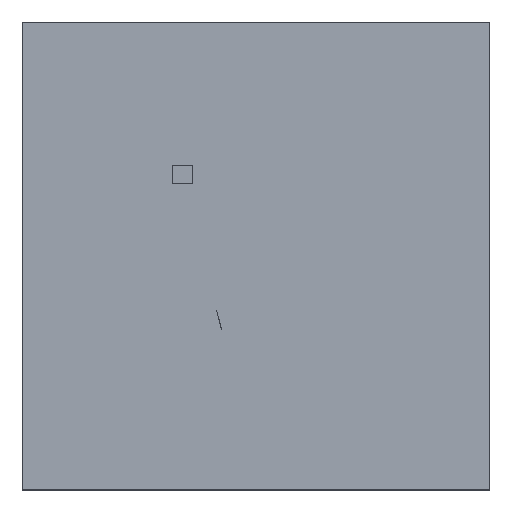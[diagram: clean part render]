
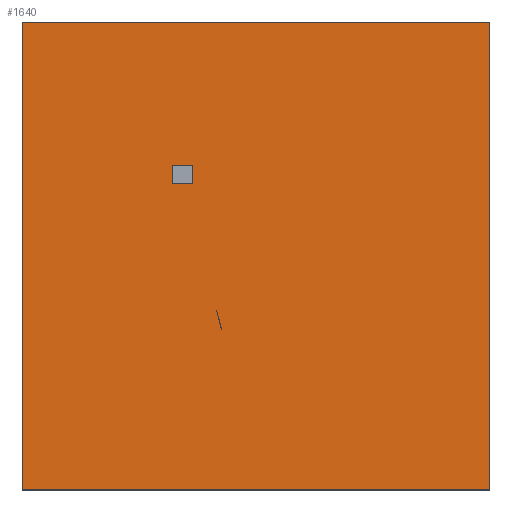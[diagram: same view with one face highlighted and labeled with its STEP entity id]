
A CAD part, top view. The second image highlights one B-rep face of the part: STEP entity #1640.
In plain terms, the highlighted face is planar.
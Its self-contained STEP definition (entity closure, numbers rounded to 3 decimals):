
#1300 = PLANE('',#1301);
#1301 = AXIS2_PLACEMENT_3D('',#1302,#1303,#1304);
#1302 = CARTESIAN_POINT('',(-62.448,54.484,-0.19));
#1303 = DIRECTION('',(1.,0.,0.));
#1304 = DIRECTION('',(0.,0.,1.));
#1325 = VERTEX_POINT('',#1326);
#1326 = CARTESIAN_POINT('',(-62.448,54.484,0.));
#1340 = PLANE('',#1341);
#1341 = AXIS2_PLACEMENT_3D('',#1342,#1343,#1344);
#1342 = CARTESIAN_POINT('',(-62.448,54.484,-0.19));
#1343 = DIRECTION('',(0.,1.,0.));
#1344 = DIRECTION('',(0.,0.,1.));
#1352 = EDGE_CURVE('',#1353,#1325,#1355,.T.);
#1353 = VERTEX_POINT('',#1354);
#1354 = CARTESIAN_POINT('',(-62.448,67.484,0.));
#1355 = SURFACE_CURVE('',#1356,(#1360,#1366),.PCURVE_S1.);
#1356 = LINE('',#1357,#1358);
#1357 = CARTESIAN_POINT('',(-62.448,-60.258,0.));
#1358 = VECTOR('',#1359,1.);
#1359 = DIRECTION('',(0.,-1.,0.));
#1360 = PCURVE('',#1300,#1361);
#1361 = DEFINITIONAL_REPRESENTATION('',(#1362),#1365);
#1362 = B_SPLINE_CURVE_WITH_KNOTS('',1,(#1363,#1364),.UNSPECIFIED.,.F.,
  .F.,(2,2),(-127.742,-114.742),.PIECEWISE_BEZIER_KNOTS.);
#1363 = CARTESIAN_POINT('',(0.19,-13.));
#1364 = CARTESIAN_POINT('',(0.19,0.));
#1365 = ( GEOMETRIC_REPRESENTATION_CONTEXT(2) 
PARAMETRIC_REPRESENTATION_CONTEXT() REPRESENTATION_CONTEXT('2D SPACE',''
  ) );
#1366 = PCURVE('',#1367,#1372);
#1367 = PLANE('',#1368);
#1368 = AXIS2_PLACEMENT_3D('',#1369,#1370,#1371);
#1369 = CARTESIAN_POINT('',(-175.,-175.,0.));
#1370 = DIRECTION('',(0.,0.,1.));
#1371 = DIRECTION('',(1.,0.,0.));
#1372 = DEFINITIONAL_REPRESENTATION('',(#1373),#1376);
#1373 = B_SPLINE_CURVE_WITH_KNOTS('',1,(#1374,#1375),.UNSPECIFIED.,.F.,
  .F.,(2,2),(-127.742,-114.742),.PIECEWISE_BEZIER_KNOTS.);
#1374 = CARTESIAN_POINT('',(112.552,242.484));
#1375 = CARTESIAN_POINT('',(112.552,229.484));
#1376 = ( GEOMETRIC_REPRESENTATION_CONTEXT(2) 
PARAMETRIC_REPRESENTATION_CONTEXT() REPRESENTATION_CONTEXT('2D SPACE',''
  ) );
#1392 = PLANE('',#1393);
#1393 = AXIS2_PLACEMENT_3D('',#1394,#1395,#1396);
#1394 = CARTESIAN_POINT('',(-62.448,67.484,-0.19));
#1395 = DIRECTION('',(0.,1.,0.));
#1396 = DIRECTION('',(0.,0.,1.));
#1447 = PLANE('',#1448);
#1448 = AXIS2_PLACEMENT_3D('',#1449,#1450,#1451);
#1449 = CARTESIAN_POINT('',(-47.668,54.484,-0.19));
#1450 = DIRECTION('',(1.,0.,0.));
#1451 = DIRECTION('',(0.,0.,1.));
#1484 = VERTEX_POINT('',#1485);
#1485 = CARTESIAN_POINT('',(-47.668,67.484,0.));
#1506 = EDGE_CURVE('',#1353,#1484,#1507,.T.);
#1507 = SURFACE_CURVE('',#1508,(#1512,#1518),.PCURVE_S1.);
#1508 = LINE('',#1509,#1510);
#1509 = CARTESIAN_POINT('',(-118.724,67.484,0.));
#1510 = VECTOR('',#1511,1.);
#1511 = DIRECTION('',(1.,0.,0.));
#1512 = PCURVE('',#1392,#1513);
#1513 = DEFINITIONAL_REPRESENTATION('',(#1514),#1517);
#1514 = B_SPLINE_CURVE_WITH_KNOTS('',1,(#1515,#1516),.UNSPECIFIED.,.F.,
  .F.,(2,2),(56.276,71.056),.PIECEWISE_BEZIER_KNOTS.);
#1515 = CARTESIAN_POINT('',(0.19,0.));
#1516 = CARTESIAN_POINT('',(0.19,14.78));
#1517 = ( GEOMETRIC_REPRESENTATION_CONTEXT(2) 
PARAMETRIC_REPRESENTATION_CONTEXT() REPRESENTATION_CONTEXT('2D SPACE',''
  ) );
#1518 = PCURVE('',#1367,#1519);
#1519 = DEFINITIONAL_REPRESENTATION('',(#1520),#1523);
#1520 = B_SPLINE_CURVE_WITH_KNOTS('',1,(#1521,#1522),.UNSPECIFIED.,.F.,
  .F.,(2,2),(56.276,71.056),.PIECEWISE_BEZIER_KNOTS.);
#1521 = CARTESIAN_POINT('',(112.552,242.484));
#1522 = CARTESIAN_POINT('',(127.332,242.484));
#1523 = ( GEOMETRIC_REPRESENTATION_CONTEXT(2) 
PARAMETRIC_REPRESENTATION_CONTEXT() REPRESENTATION_CONTEXT('2D SPACE',''
  ) );
#1640 = ADVANCED_FACE('',(#1641,#1755),#1367,.F.);
#1641 = FACE_BOUND('',#1642,.F.);
#1642 = EDGE_LOOP('',(#1643,#1673,#1701,#1729));
#1643 = ORIENTED_EDGE('',*,*,#1644,.F.);
#1644 = EDGE_CURVE('',#1645,#1647,#1649,.T.);
#1645 = VERTEX_POINT('',#1646);
#1646 = CARTESIAN_POINT('',(-175.,-175.,0.));
#1647 = VERTEX_POINT('',#1648);
#1648 = CARTESIAN_POINT('',(-175.,175.,0.));
#1649 = SURFACE_CURVE('',#1650,(#1654,#1661),.PCURVE_S1.);
#1650 = LINE('',#1651,#1652);
#1651 = CARTESIAN_POINT('',(-175.,-175.,0.));
#1652 = VECTOR('',#1653,1.);
#1653 = DIRECTION('',(0.,1.,0.));
#1654 = PCURVE('',#1367,#1655);
#1655 = DEFINITIONAL_REPRESENTATION('',(#1656),#1660);
#1656 = LINE('',#1657,#1658);
#1657 = CARTESIAN_POINT('',(0.,0.));
#1658 = VECTOR('',#1659,1.);
#1659 = DIRECTION('',(0.,1.));
#1660 = ( GEOMETRIC_REPRESENTATION_CONTEXT(2) 
PARAMETRIC_REPRESENTATION_CONTEXT() REPRESENTATION_CONTEXT('2D SPACE',''
  ) );
#1661 = PCURVE('',#1662,#1667);
#1662 = PLANE('',#1663);
#1663 = AXIS2_PLACEMENT_3D('',#1664,#1665,#1666);
#1664 = CARTESIAN_POINT('',(-175.,-175.,-40.));
#1665 = DIRECTION('',(1.,0.,0.));
#1666 = DIRECTION('',(0.,0.,1.));
#1667 = DEFINITIONAL_REPRESENTATION('',(#1668),#1672);
#1668 = LINE('',#1669,#1670);
#1669 = CARTESIAN_POINT('',(40.,0.));
#1670 = VECTOR('',#1671,1.);
#1671 = DIRECTION('',(0.,-1.));
#1672 = ( GEOMETRIC_REPRESENTATION_CONTEXT(2) 
PARAMETRIC_REPRESENTATION_CONTEXT() REPRESENTATION_CONTEXT('2D SPACE',''
  ) );
#1673 = ORIENTED_EDGE('',*,*,#1674,.T.);
#1674 = EDGE_CURVE('',#1645,#1675,#1677,.T.);
#1675 = VERTEX_POINT('',#1676);
#1676 = CARTESIAN_POINT('',(175.,-175.,0.));
#1677 = SURFACE_CURVE('',#1678,(#1682,#1689),.PCURVE_S1.);
#1678 = LINE('',#1679,#1680);
#1679 = CARTESIAN_POINT('',(-175.,-175.,0.));
#1680 = VECTOR('',#1681,1.);
#1681 = DIRECTION('',(1.,0.,0.));
#1682 = PCURVE('',#1367,#1683);
#1683 = DEFINITIONAL_REPRESENTATION('',(#1684),#1688);
#1684 = LINE('',#1685,#1686);
#1685 = CARTESIAN_POINT('',(0.,0.));
#1686 = VECTOR('',#1687,1.);
#1687 = DIRECTION('',(1.,0.));
#1688 = ( GEOMETRIC_REPRESENTATION_CONTEXT(2) 
PARAMETRIC_REPRESENTATION_CONTEXT() REPRESENTATION_CONTEXT('2D SPACE',''
  ) );
#1689 = PCURVE('',#1690,#1695);
#1690 = PLANE('',#1691);
#1691 = AXIS2_PLACEMENT_3D('',#1692,#1693,#1694);
#1692 = CARTESIAN_POINT('',(-175.,-175.,-40.));
#1693 = DIRECTION('',(0.,1.,0.));
#1694 = DIRECTION('',(0.,0.,1.));
#1695 = DEFINITIONAL_REPRESENTATION('',(#1696),#1700);
#1696 = LINE('',#1697,#1698);
#1697 = CARTESIAN_POINT('',(40.,0.));
#1698 = VECTOR('',#1699,1.);
#1699 = DIRECTION('',(0.,1.));
#1700 = ( GEOMETRIC_REPRESENTATION_CONTEXT(2) 
PARAMETRIC_REPRESENTATION_CONTEXT() REPRESENTATION_CONTEXT('2D SPACE',''
  ) );
#1701 = ORIENTED_EDGE('',*,*,#1702,.T.);
#1702 = EDGE_CURVE('',#1675,#1703,#1705,.T.);
#1703 = VERTEX_POINT('',#1704);
#1704 = CARTESIAN_POINT('',(175.,175.,0.));
#1705 = SURFACE_CURVE('',#1706,(#1710,#1717),.PCURVE_S1.);
#1706 = LINE('',#1707,#1708);
#1707 = CARTESIAN_POINT('',(175.,-175.,0.));
#1708 = VECTOR('',#1709,1.);
#1709 = DIRECTION('',(0.,1.,0.));
#1710 = PCURVE('',#1367,#1711);
#1711 = DEFINITIONAL_REPRESENTATION('',(#1712),#1716);
#1712 = LINE('',#1713,#1714);
#1713 = CARTESIAN_POINT('',(350.,0.));
#1714 = VECTOR('',#1715,1.);
#1715 = DIRECTION('',(0.,1.));
#1716 = ( GEOMETRIC_REPRESENTATION_CONTEXT(2) 
PARAMETRIC_REPRESENTATION_CONTEXT() REPRESENTATION_CONTEXT('2D SPACE',''
  ) );
#1717 = PCURVE('',#1718,#1723);
#1718 = PLANE('',#1719);
#1719 = AXIS2_PLACEMENT_3D('',#1720,#1721,#1722);
#1720 = CARTESIAN_POINT('',(175.,-175.,-40.));
#1721 = DIRECTION('',(1.,0.,0.));
#1722 = DIRECTION('',(0.,0.,1.));
#1723 = DEFINITIONAL_REPRESENTATION('',(#1724),#1728);
#1724 = LINE('',#1725,#1726);
#1725 = CARTESIAN_POINT('',(40.,0.));
#1726 = VECTOR('',#1727,1.);
#1727 = DIRECTION('',(0.,-1.));
#1728 = ( GEOMETRIC_REPRESENTATION_CONTEXT(2) 
PARAMETRIC_REPRESENTATION_CONTEXT() REPRESENTATION_CONTEXT('2D SPACE',''
  ) );
#1729 = ORIENTED_EDGE('',*,*,#1730,.F.);
#1730 = EDGE_CURVE('',#1647,#1703,#1731,.T.);
#1731 = SURFACE_CURVE('',#1732,(#1736,#1743),.PCURVE_S1.);
#1732 = LINE('',#1733,#1734);
#1733 = CARTESIAN_POINT('',(-175.,175.,0.));
#1734 = VECTOR('',#1735,1.);
#1735 = DIRECTION('',(1.,0.,0.));
#1736 = PCURVE('',#1367,#1737);
#1737 = DEFINITIONAL_REPRESENTATION('',(#1738),#1742);
#1738 = LINE('',#1739,#1740);
#1739 = CARTESIAN_POINT('',(0.,350.));
#1740 = VECTOR('',#1741,1.);
#1741 = DIRECTION('',(1.,0.));
#1742 = ( GEOMETRIC_REPRESENTATION_CONTEXT(2) 
PARAMETRIC_REPRESENTATION_CONTEXT() REPRESENTATION_CONTEXT('2D SPACE',''
  ) );
#1743 = PCURVE('',#1744,#1749);
#1744 = PLANE('',#1745);
#1745 = AXIS2_PLACEMENT_3D('',#1746,#1747,#1748);
#1746 = CARTESIAN_POINT('',(-175.,175.,-40.));
#1747 = DIRECTION('',(0.,1.,0.));
#1748 = DIRECTION('',(0.,0.,1.));
#1749 = DEFINITIONAL_REPRESENTATION('',(#1750),#1754);
#1750 = LINE('',#1751,#1752);
#1751 = CARTESIAN_POINT('',(40.,0.));
#1752 = VECTOR('',#1753,1.);
#1753 = DIRECTION('',(0.,1.));
#1754 = ( GEOMETRIC_REPRESENTATION_CONTEXT(2) 
PARAMETRIC_REPRESENTATION_CONTEXT() REPRESENTATION_CONTEXT('2D SPACE',''
  ) );
#1755 = FACE_BOUND('',#1756,.F.);
#1756 = EDGE_LOOP('',(#1757,#1758,#1759,#1780));
#1757 = ORIENTED_EDGE('',*,*,#1352,.F.);
#1758 = ORIENTED_EDGE('',*,*,#1506,.T.);
#1759 = ORIENTED_EDGE('',*,*,#1760,.T.);
#1760 = EDGE_CURVE('',#1484,#1761,#1763,.T.);
#1761 = VERTEX_POINT('',#1762);
#1762 = CARTESIAN_POINT('',(-47.668,54.484,0.));
#1763 = SURFACE_CURVE('',#1764,(#1768,#1774),.PCURVE_S1.);
#1764 = LINE('',#1765,#1766);
#1765 = CARTESIAN_POINT('',(-47.668,-60.258,0.));
#1766 = VECTOR('',#1767,1.);
#1767 = DIRECTION('',(0.,-1.,0.));
#1768 = PCURVE('',#1367,#1769);
#1769 = DEFINITIONAL_REPRESENTATION('',(#1770),#1773);
#1770 = B_SPLINE_CURVE_WITH_KNOTS('',1,(#1771,#1772),.UNSPECIFIED.,.F.,
  .F.,(2,2),(-127.742,-114.742),.PIECEWISE_BEZIER_KNOTS.);
#1771 = CARTESIAN_POINT('',(127.332,242.484));
#1772 = CARTESIAN_POINT('',(127.332,229.484));
#1773 = ( GEOMETRIC_REPRESENTATION_CONTEXT(2) 
PARAMETRIC_REPRESENTATION_CONTEXT() REPRESENTATION_CONTEXT('2D SPACE',''
  ) );
#1774 = PCURVE('',#1447,#1775);
#1775 = DEFINITIONAL_REPRESENTATION('',(#1776),#1779);
#1776 = B_SPLINE_CURVE_WITH_KNOTS('',1,(#1777,#1778),.UNSPECIFIED.,.F.,
  .F.,(2,2),(-127.742,-114.742),.PIECEWISE_BEZIER_KNOTS.);
#1777 = CARTESIAN_POINT('',(0.19,-13.));
#1778 = CARTESIAN_POINT('',(0.19,0.));
#1779 = ( GEOMETRIC_REPRESENTATION_CONTEXT(2) 
PARAMETRIC_REPRESENTATION_CONTEXT() REPRESENTATION_CONTEXT('2D SPACE',''
  ) );
#1780 = ORIENTED_EDGE('',*,*,#1781,.F.);
#1781 = EDGE_CURVE('',#1325,#1761,#1782,.T.);
#1782 = SURFACE_CURVE('',#1783,(#1787,#1793),.PCURVE_S1.);
#1783 = LINE('',#1784,#1785);
#1784 = CARTESIAN_POINT('',(-118.724,54.484,0.));
#1785 = VECTOR('',#1786,1.);
#1786 = DIRECTION('',(1.,0.,0.));
#1787 = PCURVE('',#1367,#1788);
#1788 = DEFINITIONAL_REPRESENTATION('',(#1789),#1792);
#1789 = B_SPLINE_CURVE_WITH_KNOTS('',1,(#1790,#1791),.UNSPECIFIED.,.F.,
  .F.,(2,2),(56.276,71.056),.PIECEWISE_BEZIER_KNOTS.);
#1790 = CARTESIAN_POINT('',(112.552,229.484));
#1791 = CARTESIAN_POINT('',(127.332,229.484));
#1792 = ( GEOMETRIC_REPRESENTATION_CONTEXT(2) 
PARAMETRIC_REPRESENTATION_CONTEXT() REPRESENTATION_CONTEXT('2D SPACE',''
  ) );
#1793 = PCURVE('',#1340,#1794);
#1794 = DEFINITIONAL_REPRESENTATION('',(#1795),#1798);
#1795 = B_SPLINE_CURVE_WITH_KNOTS('',1,(#1796,#1797),.UNSPECIFIED.,.F.,
  .F.,(2,2),(56.276,71.056),.PIECEWISE_BEZIER_KNOTS.);
#1796 = CARTESIAN_POINT('',(0.19,0.));
#1797 = CARTESIAN_POINT('',(0.19,14.78));
#1798 = ( GEOMETRIC_REPRESENTATION_CONTEXT(2) 
PARAMETRIC_REPRESENTATION_CONTEXT() REPRESENTATION_CONTEXT('2D SPACE',''
  ) );
